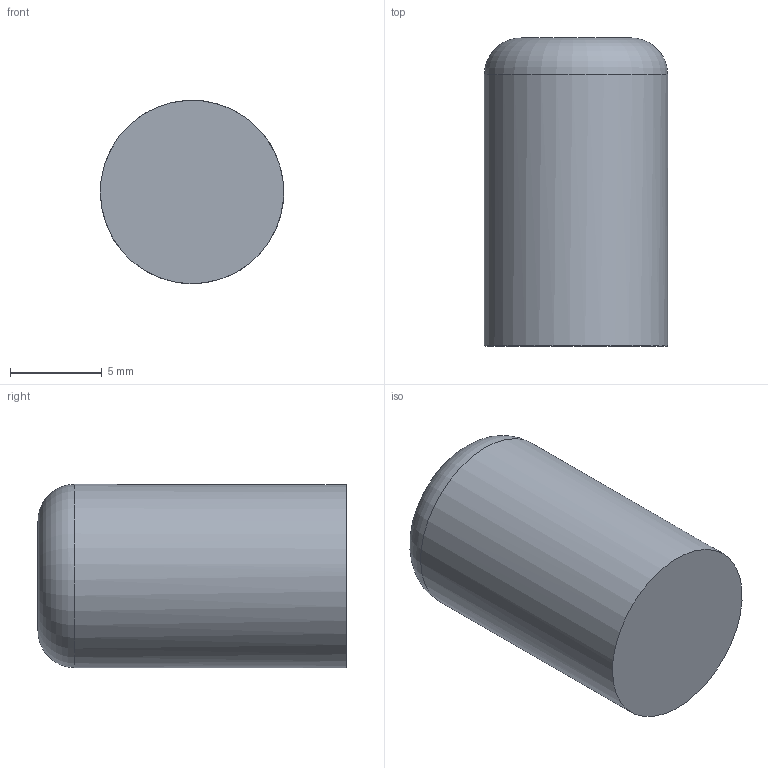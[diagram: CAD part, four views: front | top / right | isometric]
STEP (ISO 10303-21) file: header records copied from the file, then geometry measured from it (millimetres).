
FILE_DESCRIPTION(/* description */ (''),/* implementation_level */ '2;1');
FILE_NAME(/* name */ 'digit1.stp',/* time_stamp */ '2015-11-22T15:23:15-05:00',/* author */ ('nightstalker'),/* organization */ (''),/* preprocessor_version */ 'ST-DEVELOPER v16.1',/* originating_system */ 'Autodesk Inventor 2016',/* authorisation */ '');
FILE_SCHEMA (('AUTOMOTIVE_DESIGN { 1 0 10303 214 3 1 1 }'));
Length unit declared in the file: centimetre
Products named in the file (1): digit1
Bounding box: 10 x 16.8 x 9.99 mm (x, y, z)
Volume: 1294.9 mm3; surface area: 656.1 mm2
Topology: 1 solids, 1 shells, 4 faces, 6 edges, 4 vertices
Faces by surface type: plane 2, torus 1, cylinder 1
Full cylindrical faces by diameter (mm): 10 x1
Entity records: 98 total; most frequent: DIRECTION 16, CARTESIAN_POINT 11, AXIS2_PLACEMENT_3D 8, EDGE_LOOP 6, ORIENTED_EDGE 6, FACE_OUTER_BOUND 4, ADVANCED_FACE 4, CIRCLE 3
